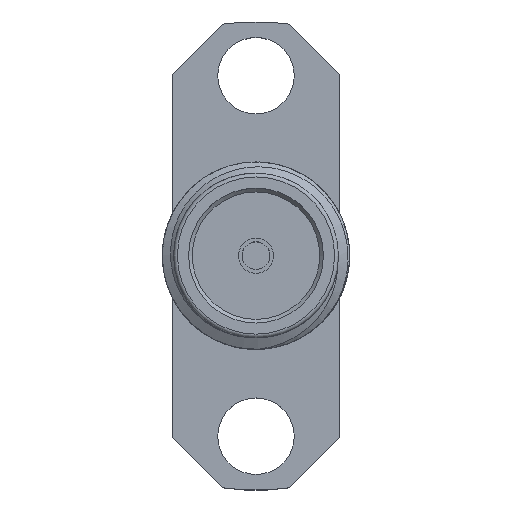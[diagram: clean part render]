
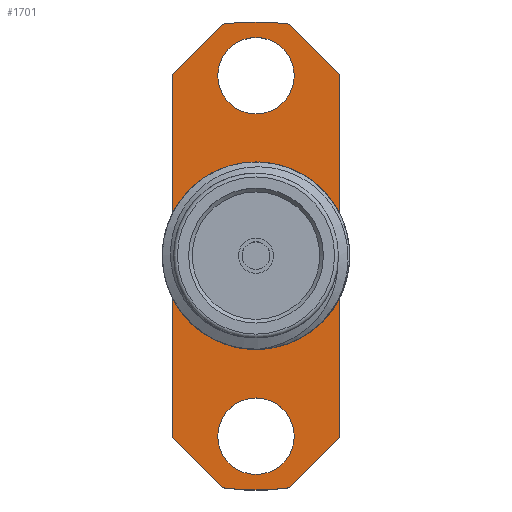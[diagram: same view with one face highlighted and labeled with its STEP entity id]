
A CAD part, top view. The second image highlights one B-rep face of the part: STEP entity #1701.
In plain terms, the highlighted planar face has unit normal (0, 0, 1).
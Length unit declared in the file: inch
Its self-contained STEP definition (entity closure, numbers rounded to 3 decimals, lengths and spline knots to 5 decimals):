
#12 = VECTOR ( 'NONE', #1516, 39.37008 ) ;
#15 = CARTESIAN_POINT ( 'NONE',  ( -0.1115, -0.3125, -0.308 ) ) ;
#20 = AXIS2_PLACEMENT_3D ( 'NONE', #378, #841, #2011 ) ;
#37 = CARTESIAN_POINT ( 'NONE',  ( -0.0415, -0.3125, -0.308 ) ) ;
#64 = EDGE_CURVE ( 'NONE', #688, #370, #1738, .T. ) ;
#110 = VERTEX_POINT ( 'NONE', #1402 ) ;
#117 = CARTESIAN_POINT ( 'NONE',  ( 0.04472, -0.30928, -0.308 ) ) ;
#118 = VERTEX_POINT ( 'NONE', #1477 ) ;
#137 = CARTESIAN_POINT ( 'NONE',  ( 0.1115, -0.2425, -0.308 ) ) ;
#148 = CARTESIAN_POINT ( 'NONE',  ( -0.04472, -0.30928, -0.308 ) ) ;
#196 = DIRECTION ( 'NONE',  ( 1., 0., 0. ) ) ;
#199 = EDGE_CURVE ( 'NONE', #1996, #688, #863, .T. ) ;
#207 = CARTESIAN_POINT ( 'NONE',  ( 0., 0., -0.308 ) ) ;
#214 = CARTESIAN_POINT ( 'NONE',  ( 0.1115, 0.2425, -0.308 ) ) ;
#217 = ORIENTED_EDGE ( 'NONE', *, *, #1978, .T. ) ;
#218 = AXIS2_PLACEMENT_3D ( 'NONE', #363, #1816, #196 ) ;
#255 = DIRECTION ( 'NONE',  ( -1., 0., 0. ) ) ;
#261 = AXIS2_PLACEMENT_3D ( 'NONE', #1854, #2052, #882 ) ;
#323 = VECTOR ( 'NONE', #1794, 39.37008 ) ;
#341 = CARTESIAN_POINT ( 'NONE',  ( 0.051, 0.2405, -0.308 ) ) ;
#363 = CARTESIAN_POINT ( 'NONE',  ( 0., 0., -0.308 ) ) ;
#370 = VERTEX_POINT ( 'NONE', #1398 ) ;
#373 = VERTEX_POINT ( 'NONE', #438 ) ;
#378 = CARTESIAN_POINT ( 'NONE',  ( 0., -0.2405, -0.308 ) ) ;
#385 = CARTESIAN_POINT ( 'NONE',  ( 0.1115, -0.3125, -0.308 ) ) ;
#386 = CARTESIAN_POINT ( 'NONE',  ( 0.0415, 0.3125, -0.308 ) ) ;
#407 = CARTESIAN_POINT ( 'NONE',  ( 0., 0., -0.308 ) ) ;
#428 = DIRECTION ( 'NONE',  ( -1., 0., 0. ) ) ;
#438 = CARTESIAN_POINT ( 'NONE',  ( -0.1115, 0.2425, -0.308 ) ) ;
#479 = LINE ( 'NONE', #37, #1961 ) ;
#535 = VERTEX_POINT ( 'NONE', #926 ) ;
#561 = EDGE_LOOP ( 'NONE', ( #1944 ) ) ;
#606 = ORIENTED_EDGE ( 'NONE', *, *, #690, .T. ) ;
#681 = LINE ( 'NONE', #811, #1006 ) ;
#685 = ORIENTED_EDGE ( 'NONE', *, *, #199, .T. ) ;
#688 = VERTEX_POINT ( 'NONE', #117 ) ;
#690 = EDGE_CURVE ( 'NONE', #1607, #373, #681, .T. ) ;
#700 = EDGE_LOOP ( 'NONE', ( #1524 ) ) ;
#703 = AXIS2_PLACEMENT_3D ( 'NONE', #407, #1361, #255 ) ;
#773 = VECTOR ( 'NONE', #1389, 39.37008 ) ;
#795 = EDGE_LOOP ( 'NONE', ( #1149 ) ) ;
#811 = CARTESIAN_POINT ( 'NONE',  ( -0.1115, 0.2425, -0.308 ) ) ;
#841 = DIRECTION ( 'NONE',  ( 0., 0., 1. ) ) ;
#858 = FACE_BOUND ( 'NONE', #561, .T. ) ;
#861 = DIRECTION ( 'NONE',  ( 0.707, -0.707, 0. ) ) ;
#863 = CIRCLE ( 'NONE', #218, 0.3125 ) ;
#882 = DIRECTION ( 'NONE',  ( 1., 0., 0. ) ) ;
#883 = EDGE_CURVE ( 'NONE', #118, #118, #1814, .T. ) ;
#893 = EDGE_LOOP ( 'NONE', ( #1579, #606, #217, #1464, #685, #2122, #2067, #1482 ) ) ;
#921 = CARTESIAN_POINT ( 'NONE',  ( -0.04472, 0.30928, -0.308 ) ) ;
#926 = CARTESIAN_POINT ( 'NONE',  ( -0.1115, -0.2425, -0.308 ) ) ;
#949 = EDGE_CURVE ( 'NONE', #1636, #110, #1142, .T. ) ;
#999 = EDGE_CURVE ( 'NONE', #1720, #1720, #1520, .T. ) ;
#1006 = VECTOR ( 'NONE', #1999, 39.37008 ) ;
#1021 = EDGE_CURVE ( 'NONE', #1313, #1313, #1030, .T. ) ;
#1030 = CIRCLE ( 'NONE', #1212, 0.10989 ) ;
#1095 = EDGE_CURVE ( 'NONE', #535, #1996, #479, .T. ) ;
#1127 = CARTESIAN_POINT ( 'NONE',  ( -0.10989, 0., -0.308 ) ) ;
#1142 = LINE ( 'NONE', #386, #12 ) ;
#1149 = ORIENTED_EDGE ( 'NONE', *, *, #1021, .F. ) ;
#1212 = AXIS2_PLACEMENT_3D ( 'NONE', #1540, #1863, #428 ) ;
#1213 = EDGE_CURVE ( 'NONE', #110, #1607, #2039, .T. ) ;
#1245 = FACE_BOUND ( 'NONE', #700, .T. ) ;
#1313 = VERTEX_POINT ( 'NONE', #1127 ) ;
#1344 = DIRECTION ( 'NONE',  ( 1., 0., 0. ) ) ;
#1361 = DIRECTION ( 'NONE',  ( 0., 0., -1. ) ) ;
#1389 = DIRECTION ( 'NONE',  ( 0.707, 0.707, 0. ) ) ;
#1398 = CARTESIAN_POINT ( 'NONE',  ( 0.1115, -0.2425, -0.308 ) ) ;
#1402 = CARTESIAN_POINT ( 'NONE',  ( 0.04472, 0.30928, -0.308 ) ) ;
#1464 = ORIENTED_EDGE ( 'NONE', *, *, #1095, .T. ) ;
#1475 = EDGE_CURVE ( 'NONE', #370, #1636, #2062, .T. ) ;
#1477 = CARTESIAN_POINT ( 'NONE',  ( 0.051, -0.2405, -0.308 ) ) ;
#1482 = ORIENTED_EDGE ( 'NONE', *, *, #949, .T. ) ;
#1516 = DIRECTION ( 'NONE',  ( -0.707, 0.707, 0. ) ) ;
#1517 = FACE_OUTER_BOUND ( 'NONE', #893, .T. ) ;
#1520 = CIRCLE ( 'NONE', #261, 0.051 ) ;
#1524 = ORIENTED_EDGE ( 'NONE', *, *, #883, .F. ) ;
#1540 = CARTESIAN_POINT ( 'NONE',  ( 0., 0., -0.308 ) ) ;
#1576 = VECTOR ( 'NONE', #2037, 39.37008 ) ;
#1579 = ORIENTED_EDGE ( 'NONE', *, *, #1213, .T. ) ;
#1607 = VERTEX_POINT ( 'NONE', #921 ) ;
#1610 = AXIS2_PLACEMENT_3D ( 'NONE', #207, #1676, #1344 ) ;
#1636 = VERTEX_POINT ( 'NONE', #214 ) ;
#1657 = LINE ( 'NONE', #15, #323 ) ;
#1676 = DIRECTION ( 'NONE',  ( 0., 0., 1. ) ) ;
#1701 = ADVANCED_FACE ( 'NONE', ( #858, #1245, #2014, #1517 ), #2035, .F. ) ;
#1720 = VERTEX_POINT ( 'NONE', #341 ) ;
#1738 = LINE ( 'NONE', #137, #773 ) ;
#1794 = DIRECTION ( 'NONE',  ( 0., -1., 0. ) ) ;
#1814 = CIRCLE ( 'NONE', #20, 0.051 ) ;
#1816 = DIRECTION ( 'NONE',  ( 0., 0., 1. ) ) ;
#1854 = CARTESIAN_POINT ( 'NONE',  ( 0., 0.2405, -0.308 ) ) ;
#1863 = DIRECTION ( 'NONE',  ( 0., 0., 1. ) ) ;
#1944 = ORIENTED_EDGE ( 'NONE', *, *, #999, .F. ) ;
#1961 = VECTOR ( 'NONE', #861, 39.37008 ) ;
#1978 = EDGE_CURVE ( 'NONE', #373, #535, #1657, .T. ) ;
#1996 = VERTEX_POINT ( 'NONE', #148 ) ;
#1999 = DIRECTION ( 'NONE',  ( -0.707, -0.707, 0. ) ) ;
#2011 = DIRECTION ( 'NONE',  ( 1., 0., 0. ) ) ;
#2014 = FACE_BOUND ( 'NONE', #795, .T. ) ;
#2035 = PLANE ( 'NONE',  #703 ) ;
#2037 = DIRECTION ( 'NONE',  ( 0., 1., 0. ) ) ;
#2039 = CIRCLE ( 'NONE', #1610, 0.3125 ) ;
#2052 = DIRECTION ( 'NONE',  ( 0., 0., 1. ) ) ;
#2062 = LINE ( 'NONE', #385, #1576 ) ;
#2067 = ORIENTED_EDGE ( 'NONE', *, *, #1475, .T. ) ;
#2122 = ORIENTED_EDGE ( 'NONE', *, *, #64, .T. ) ;
